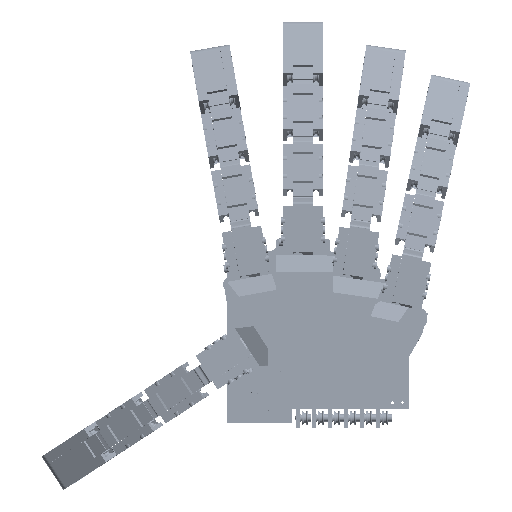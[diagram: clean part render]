
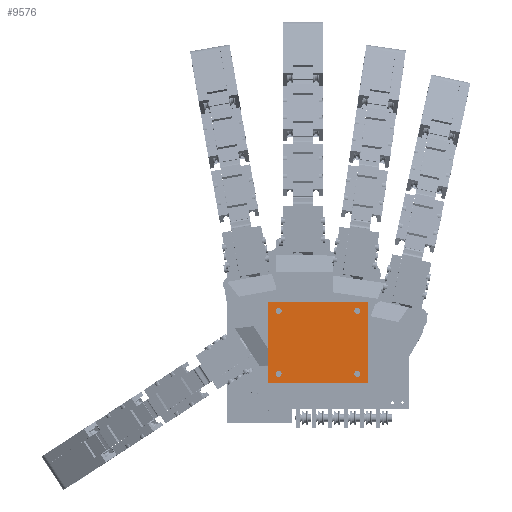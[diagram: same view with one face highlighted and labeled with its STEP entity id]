
A CAD part, top view. The second image highlights one B-rep face of the part: STEP entity #9576.
In plain terms, the highlighted planar face has unit normal (0, 0, 1).
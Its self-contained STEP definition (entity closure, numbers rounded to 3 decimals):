
#9235=AXIS2_PLACEMENT_3D('Circle Axis2P3D',#9233,#9234,$) ;
#9259=AXIS2_PLACEMENT_3D('Circle Axis2P3D',#9257,#9258,$) ;
#9292=AXIS2_PLACEMENT_3D('Circle Axis2P3D',#9290,#9291,$) ;
#9316=AXIS2_PLACEMENT_3D('Circle Axis2P3D',#9314,#9315,$) ;
#9363=AXIS2_PLACEMENT_3D('Circle Axis2P3D',#9361,#9362,$) ;
#9403=AXIS2_PLACEMENT_3D('Circle Axis2P3D',#9401,#9402,$) ;
#9488=AXIS2_PLACEMENT_3D('Circle Axis2P3D',#9486,#9487,$) ;
#9511=AXIS2_PLACEMENT_3D('Circle Axis2P3D',#9509,#9510,$) ;
#9524=AXIS2_PLACEMENT_3D('Plane Axis2P3D',#9521,#9522,#9523) ;
#9230=CARTESIAN_POINT('Vertex',(26.978,55.617,9.)) ;
#9233=CARTESIAN_POINT('Axis2P3D Location',(25.478,55.617,9.)) ;
#9237=CARTESIAN_POINT('Vertex',(23.978,55.617,9.)) ;
#9257=CARTESIAN_POINT('Axis2P3D Location',(25.478,55.617,9.)) ;
#9287=CARTESIAN_POINT('Vertex',(63.022,55.617,9.)) ;
#9290=CARTESIAN_POINT('Axis2P3D Location',(64.522,55.617,9.)) ;
#9294=CARTESIAN_POINT('Vertex',(66.022,55.617,9.)) ;
#9314=CARTESIAN_POINT('Axis2P3D Location',(64.522,55.617,9.)) ;
#9358=CARTESIAN_POINT('Vertex',(63.022,24.383,9.)) ;
#9361=CARTESIAN_POINT('Axis2P3D Location',(64.522,24.383,9.)) ;
#9365=CARTESIAN_POINT('Vertex',(66.022,24.383,9.)) ;
#9401=CARTESIAN_POINT('Axis2P3D Location',(64.522,24.383,9.)) ;
#9483=CARTESIAN_POINT('Vertex',(26.978,24.383,9.)) ;
#9486=CARTESIAN_POINT('Axis2P3D Location',(25.478,24.383,9.)) ;
#9490=CARTESIAN_POINT('Vertex',(23.978,24.383,9.)) ;
#9509=CARTESIAN_POINT('Axis2P3D Location',(25.478,24.383,9.)) ;
#9521=CARTESIAN_POINT('Axis2P3D Location',(0.,0.,9.)) ;
#9526=CARTESIAN_POINT('Line Origine',(20.,40.,9.)) ;
#9530=CARTESIAN_POINT('Vertex',(20.,60.,9.)) ;
#9532=CARTESIAN_POINT('Vertex',(20.,20.,9.)) ;
#9535=CARTESIAN_POINT('Line Origine',(45.,20.,9.)) ;
#9539=CARTESIAN_POINT('Vertex',(70.,20.,9.)) ;
#9542=CARTESIAN_POINT('Line Origine',(70.,40.,9.)) ;
#9546=CARTESIAN_POINT('Vertex',(70.,60.,9.)) ;
#9549=CARTESIAN_POINT('Line Origine',(45.,60.,9.)) ;
#9234=DIRECTION('Axis2P3D Direction',(0.,0.,1.)) ;
#9258=DIRECTION('Axis2P3D Direction',(0.,0.,1.)) ;
#9291=DIRECTION('Axis2P3D Direction',(0.,0.,1.)) ;
#9315=DIRECTION('Axis2P3D Direction',(0.,0.,1.)) ;
#9362=DIRECTION('Axis2P3D Direction',(0.,0.,1.)) ;
#9402=DIRECTION('Axis2P3D Direction',(0.,0.,1.)) ;
#9487=DIRECTION('Axis2P3D Direction',(0.,0.,1.)) ;
#9510=DIRECTION('Axis2P3D Direction',(0.,0.,1.)) ;
#9522=DIRECTION('Axis2P3D Direction',(0.,0.,1.)) ;
#9523=DIRECTION('Axis2P3D XDirection',(1.,0.,0.)) ;
#9527=DIRECTION('Vector Direction',(0.,-1.,0.)) ;
#9536=DIRECTION('Vector Direction',(-1.,0.,0.)) ;
#9543=DIRECTION('Vector Direction',(0.,1.,0.)) ;
#9550=DIRECTION('Vector Direction',(1.,0.,0.)) ;
#9528=VECTOR('Line Direction',#9527,1.) ;
#9537=VECTOR('Line Direction',#9536,1.) ;
#9544=VECTOR('Line Direction',#9543,1.) ;
#9551=VECTOR('Line Direction',#9550,1.) ;
#9555=ORIENTED_EDGE('',*,*,#9534,.T.) ;
#9556=ORIENTED_EDGE('',*,*,#9541,.T.) ;
#9557=ORIENTED_EDGE('',*,*,#9548,.T.) ;
#9558=ORIENTED_EDGE('',*,*,#9553,.T.) ;
#9561=ORIENTED_EDGE('',*,*,#9239,.F.) ;
#9562=ORIENTED_EDGE('',*,*,#9261,.F.) ;
#9565=ORIENTED_EDGE('',*,*,#9296,.F.) ;
#9566=ORIENTED_EDGE('',*,*,#9318,.F.) ;
#9569=ORIENTED_EDGE('',*,*,#9492,.F.) ;
#9570=ORIENTED_EDGE('',*,*,#9513,.F.) ;
#9573=ORIENTED_EDGE('',*,*,#9367,.F.) ;
#9574=ORIENTED_EDGE('',*,*,#9405,.F.) ;
#9563=FACE_BOUND('',#9560,.T.) ;
#9567=FACE_BOUND('',#9564,.T.) ;
#9571=FACE_BOUND('',#9568,.T.) ;
#9575=FACE_BOUND('',#9572,.T.) ;
#9576=ADVANCED_FACE('\X2\96F64EF651E04F554F53\X0\',(#9559,#9563,#9567,#9571,#9575),#9525,.T.) ;
#9236=CIRCLE('generated circle',#9235,1.5) ;
#9260=CIRCLE('generated circle',#9259,1.5) ;
#9293=CIRCLE('generated circle',#9292,1.5) ;
#9317=CIRCLE('generated circle',#9316,1.5) ;
#9364=CIRCLE('generated circle',#9363,1.5) ;
#9404=CIRCLE('generated circle',#9403,1.5) ;
#9489=CIRCLE('generated circle',#9488,1.5) ;
#9512=CIRCLE('generated circle',#9511,1.5) ;
#9239=EDGE_CURVE('',#9231,#9238,#9236,.T.) ;
#9261=EDGE_CURVE('',#9238,#9231,#9260,.T.) ;
#9296=EDGE_CURVE('',#9288,#9295,#9293,.T.) ;
#9318=EDGE_CURVE('',#9295,#9288,#9317,.T.) ;
#9367=EDGE_CURVE('',#9359,#9366,#9364,.T.) ;
#9405=EDGE_CURVE('',#9366,#9359,#9404,.T.) ;
#9492=EDGE_CURVE('',#9484,#9491,#9489,.T.) ;
#9513=EDGE_CURVE('',#9491,#9484,#9512,.T.) ;
#9534=EDGE_CURVE('',#9531,#9533,#9529,.T.) ;
#9541=EDGE_CURVE('',#9533,#9540,#9538,.F.) ;
#9548=EDGE_CURVE('',#9540,#9547,#9545,.T.) ;
#9553=EDGE_CURVE('',#9547,#9531,#9552,.F.) ;
#9554=EDGE_LOOP('',(#9555,#9556,#9557,#9558)) ;
#9560=EDGE_LOOP('',(#9561,#9562)) ;
#9564=EDGE_LOOP('',(#9565,#9566)) ;
#9568=EDGE_LOOP('',(#9569,#9570)) ;
#9572=EDGE_LOOP('',(#9573,#9574)) ;
#9559=FACE_OUTER_BOUND('',#9554,.T.) ;
#9529=LINE('Line',#9526,#9528) ;
#9538=LINE('Line',#9535,#9537) ;
#9545=LINE('Line',#9542,#9544) ;
#9552=LINE('Line',#9549,#9551) ;
#9525=PLANE('',#9524) ;
#9231=VERTEX_POINT('',#9230) ;
#9238=VERTEX_POINT('',#9237) ;
#9288=VERTEX_POINT('',#9287) ;
#9295=VERTEX_POINT('',#9294) ;
#9359=VERTEX_POINT('',#9358) ;
#9366=VERTEX_POINT('',#9365) ;
#9484=VERTEX_POINT('',#9483) ;
#9491=VERTEX_POINT('',#9490) ;
#9531=VERTEX_POINT('',#9530) ;
#9533=VERTEX_POINT('',#9532) ;
#9540=VERTEX_POINT('',#9539) ;
#9547=VERTEX_POINT('',#9546) ;
